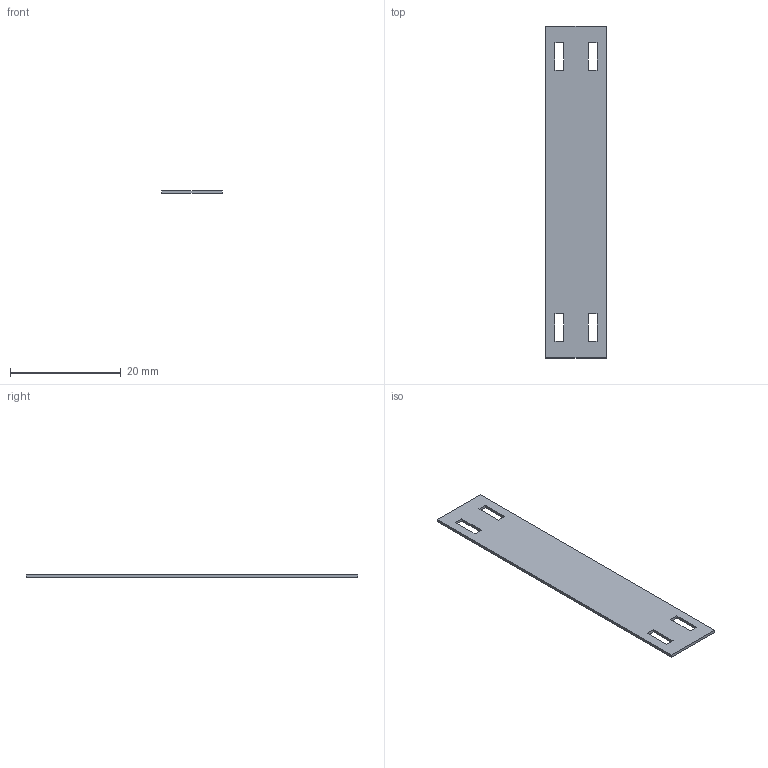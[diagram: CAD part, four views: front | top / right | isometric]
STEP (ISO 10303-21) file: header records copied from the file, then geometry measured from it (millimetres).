
FILE_DESCRIPTION(('CATIA V5 STEP Exchange','CAx-IF Rec.Pracs.--- Model Styling and Organization---1.4--- 2014-01-23'),'2;1');
FILE_NAME ('1469276-1_0_2859570000_57005_SFX-M_11X60-5_LRP_ST_ROTE_Simple3D.stp','2022-08-09T08:21:12+00:00',('none'),('Weidmueller'),'CATIA Version 5-6 Release 2016 SP3 HF44','CATIA V5 STEP AP214','none');
FILE_SCHEMA(('AUTOMOTIVE_DESIGN { 1 0 10303 214 1 1 1 1 }'));
Length unit declared in the file: millimetre
Products named in the file (1): 57005_SFX-M_11X60-5_LRP_ST_ROTE
Bounding box: 11 x 60 x 0.5 mm (x, y, z)
Volume: 314 mm3; surface area: 1353.4 mm2
Topology: 1 solids, 1 shells, 22 faces, 60 edges, 40 vertices
Faces by surface type: plane 22
Entity records: 682 total; most frequent: ORIENTED_EDGE 120, CARTESIAN_POINT 115, DIRECTION 88, VECTOR 60, EDGE_CURVE 60, LINE 60, VERTEX_POINT 40, EDGE_LOOP 30
